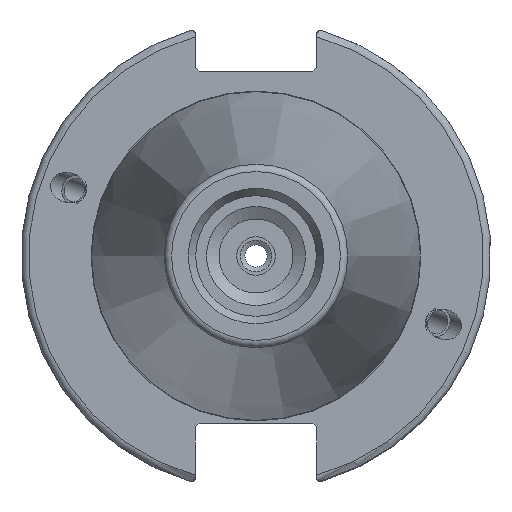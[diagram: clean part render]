
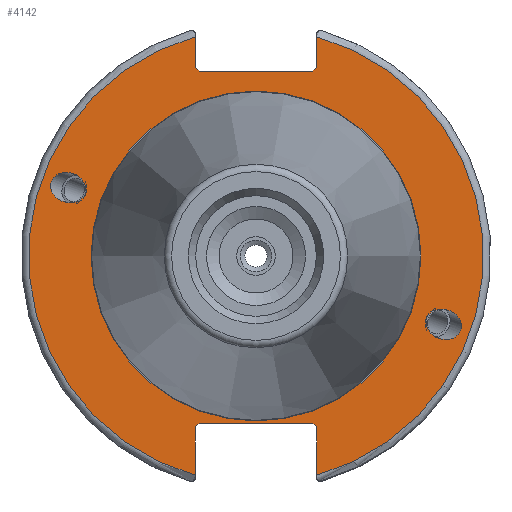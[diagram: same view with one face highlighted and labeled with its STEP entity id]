
A CAD part, left-side view. The second image highlights one B-rep face of the part: STEP entity #4142.
In plain terms, the highlighted planar face has unit normal (-1, 0, 0).
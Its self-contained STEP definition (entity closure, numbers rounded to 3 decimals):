
#247=ELLIPSE('',#4557,2.442,2.);
#256=ELLIPSE('',#4600,2.442,2.);
#303=FACE_BOUND('',#841,.T.);
#304=FACE_BOUND('',#842,.T.);
#305=FACE_BOUND('',#843,.T.);
#349=PLANE('',#4610);
#566=FACE_OUTER_BOUND('',#840,.T.);
#840=EDGE_LOOP('',(#3099,#3100,#3101,#3102,#3103,#3104,#3105,#3106,#3107,
#3108,#3109,#3110));
#841=EDGE_LOOP('',(#3111));
#842=EDGE_LOOP('',(#3112));
#843=EDGE_LOOP('',(#3113));
#1122=LINE('',#6792,#1374);
#1123=LINE('',#6794,#1375);
#1124=LINE('',#6796,#1376);
#1125=LINE('',#6798,#1377);
#1126=LINE('',#6800,#1378);
#1127=LINE('',#6804,#1379);
#1128=LINE('',#6806,#1380);
#1129=LINE('',#6808,#1381);
#1130=LINE('',#6810,#1382);
#1131=LINE('',#6811,#1383);
#1374=VECTOR('',#5332,10.);
#1375=VECTOR('',#5333,10.);
#1376=VECTOR('',#5334,10.);
#1377=VECTOR('',#5335,10.);
#1378=VECTOR('',#5336,10.);
#1379=VECTOR('',#5339,10.);
#1380=VECTOR('',#5340,10.);
#1381=VECTOR('',#5341,10.);
#1382=VECTOR('',#5342,10.);
#1383=VECTOR('',#5343,10.);
#1630=CIRCLE('',#4608,22.3);
#1632=CIRCLE('',#4611,30.75);
#1633=CIRCLE('',#4612,30.75);
#1874=VERTEX_POINT('',#6547);
#1916=VERTEX_POINT('',#6768);
#1921=VERTEX_POINT('',#6783);
#1922=VERTEX_POINT('',#6788);
#1923=VERTEX_POINT('',#6789);
#1924=VERTEX_POINT('',#6791);
#1925=VERTEX_POINT('',#6793);
#1926=VERTEX_POINT('',#6795);
#1927=VERTEX_POINT('',#6797);
#1928=VERTEX_POINT('',#6799);
#1929=VERTEX_POINT('',#6801);
#1930=VERTEX_POINT('',#6803);
#1931=VERTEX_POINT('',#6805);
#1932=VERTEX_POINT('',#6807);
#1933=VERTEX_POINT('',#6809);
#2298=EDGE_CURVE('',#1874,#1874,#247,.T.);
#2356=EDGE_CURVE('',#1916,#1916,#256,.T.);
#2363=EDGE_CURVE('',#1921,#1921,#1630,.T.);
#2365=EDGE_CURVE('',#1922,#1923,#1632,.T.);
#2366=EDGE_CURVE('',#1922,#1924,#1122,.T.);
#2367=EDGE_CURVE('',#1925,#1924,#1123,.T.);
#2368=EDGE_CURVE('',#1925,#1926,#1124,.T.);
#2369=EDGE_CURVE('',#1927,#1926,#1125,.T.);
#2370=EDGE_CURVE('',#1927,#1928,#1126,.T.);
#2371=EDGE_CURVE('',#1929,#1928,#1633,.T.);
#2372=EDGE_CURVE('',#1929,#1930,#1127,.T.);
#2373=EDGE_CURVE('',#1931,#1930,#1128,.T.);
#2374=EDGE_CURVE('',#1931,#1932,#1129,.T.);
#2375=EDGE_CURVE('',#1933,#1932,#1130,.T.);
#2376=EDGE_CURVE('',#1933,#1923,#1131,.T.);
#3099=ORIENTED_EDGE('',*,*,#2365,.F.);
#3100=ORIENTED_EDGE('',*,*,#2366,.T.);
#3101=ORIENTED_EDGE('',*,*,#2367,.F.);
#3102=ORIENTED_EDGE('',*,*,#2368,.T.);
#3103=ORIENTED_EDGE('',*,*,#2369,.F.);
#3104=ORIENTED_EDGE('',*,*,#2370,.T.);
#3105=ORIENTED_EDGE('',*,*,#2371,.F.);
#3106=ORIENTED_EDGE('',*,*,#2372,.T.);
#3107=ORIENTED_EDGE('',*,*,#2373,.F.);
#3108=ORIENTED_EDGE('',*,*,#2374,.T.);
#3109=ORIENTED_EDGE('',*,*,#2375,.F.);
#3110=ORIENTED_EDGE('',*,*,#2376,.T.);
#3111=ORIENTED_EDGE('',*,*,#2298,.T.);
#3112=ORIENTED_EDGE('',*,*,#2356,.T.);
#3113=ORIENTED_EDGE('',*,*,#2363,.F.);
#4142=ADVANCED_FACE('',(#566,#303,#304,#305),#349,.T.);
#4557=AXIS2_PLACEMENT_3D('',#6549,#5203,#5204);
#4600=AXIS2_PLACEMENT_3D('',#6770,#5306,#5307);
#4608=AXIS2_PLACEMENT_3D('',#6785,#5324,#5325);
#4610=AXIS2_PLACEMENT_3D('',#6787,#5328,#5329);
#4611=AXIS2_PLACEMENT_3D('',#6790,#5330,#5331);
#4612=AXIS2_PLACEMENT_3D('',#6802,#5337,#5338);
#5203=DIRECTION('center_axis',(1.,0.,0.));
#5204=DIRECTION('ref_axis',(0.,-0.94,-0.342));
#5306=DIRECTION('center_axis',(1.,0.,0.));
#5307=DIRECTION('ref_axis',(0.,0.94,0.342));
#5324=DIRECTION('center_axis',(-1.,0.,0.));
#5325=DIRECTION('ref_axis',(0.,-1.,0.));
#5328=DIRECTION('center_axis',(-1.,0.,0.));
#5329=DIRECTION('ref_axis',(0.,0.,1.));
#5330=DIRECTION('center_axis',(1.,0.,0.));
#5331=DIRECTION('ref_axis',(0.,-1.,0.));
#5332=DIRECTION('',(0.,0.,-1.));
#5333=DIRECTION('',(0.,-0.707,0.707));
#5334=DIRECTION('',(0.,1.,0.));
#5335=DIRECTION('',(0.,-0.707,-0.707));
#5336=DIRECTION('',(0.,0.,1.));
#5337=DIRECTION('center_axis',(1.,0.,0.));
#5338=DIRECTION('ref_axis',(0.,1.,0.));
#5339=DIRECTION('',(0.,0.,1.));
#5340=DIRECTION('',(0.,0.707,-0.707));
#5341=DIRECTION('',(0.,-1.,0.));
#5342=DIRECTION('',(0.,0.707,0.707));
#5343=DIRECTION('',(0.,0.,-1.));
#6547=CARTESIAN_POINT('',(3.175,-23.077,-8.399));
#6549=CARTESIAN_POINT('Origin',(3.175,-25.372,-9.235));
#6768=CARTESIAN_POINT('',(3.175,23.077,8.399));
#6770=CARTESIAN_POINT('Origin',(3.175,25.372,9.235));
#6783=CARTESIAN_POINT('',(3.175,0.,22.3));
#6785=CARTESIAN_POINT('Origin',(3.175,0.,0.));
#6787=CARTESIAN_POINT('Origin',(3.175,31.75,0.));
#6788=CARTESIAN_POINT('',(3.175,-8.19,29.639));
#6789=CARTESIAN_POINT('',(3.175,-8.19,-29.639));
#6790=CARTESIAN_POINT('Origin',(3.175,0.,0.));
#6791=CARTESIAN_POINT('',(3.175,-8.19,25.5));
#6792=CARTESIAN_POINT('',(3.175,-8.19,12.5));
#6793=CARTESIAN_POINT('',(3.175,-7.69,25.));
#6794=CARTESIAN_POINT('',(3.175,8.295,9.015));
#6795=CARTESIAN_POINT('',(3.175,7.69,25.));
#6796=CARTESIAN_POINT('',(3.175,15.875,25.));
#6797=CARTESIAN_POINT('',(3.175,8.19,25.5));
#6798=CARTESIAN_POINT('',(3.175,7.58,24.89));
#6799=CARTESIAN_POINT('',(3.175,8.19,29.639));
#6800=CARTESIAN_POINT('',(3.175,8.19,12.5));
#6801=CARTESIAN_POINT('',(3.175,8.19,-29.639));
#6802=CARTESIAN_POINT('Origin',(3.175,0.,0.));
#6803=CARTESIAN_POINT('',(3.175,8.19,-23.1));
#6804=CARTESIAN_POINT('',(3.175,8.19,-11.3));
#6805=CARTESIAN_POINT('',(3.175,7.69,-22.6));
#6806=CARTESIAN_POINT('',(3.175,8.18,-23.09));
#6807=CARTESIAN_POINT('',(3.175,-7.69,-22.6));
#6808=CARTESIAN_POINT('',(3.175,15.875,-22.6));
#6809=CARTESIAN_POINT('',(3.175,-8.19,-23.1));
#6810=CARTESIAN_POINT('',(3.175,7.695,-7.215));
#6811=CARTESIAN_POINT('',(3.175,-8.19,-11.3));
